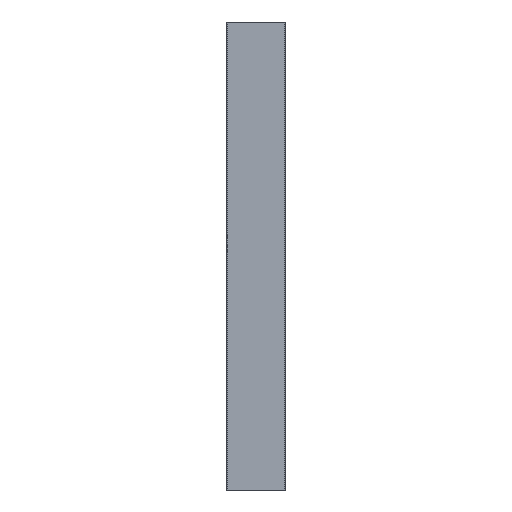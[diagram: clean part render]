
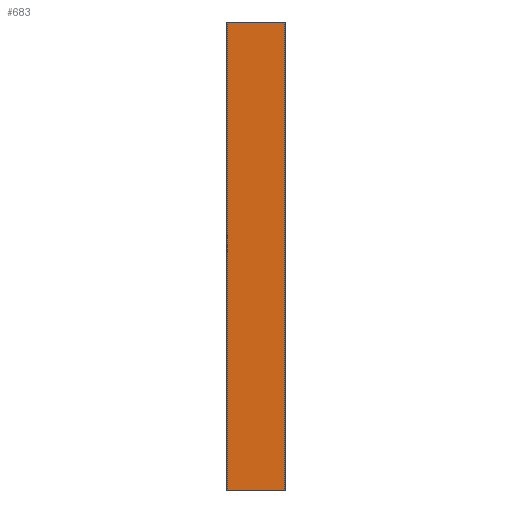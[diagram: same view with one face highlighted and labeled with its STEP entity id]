
A CAD part, front view. The second image highlights one B-rep face of the part: STEP entity #683.
In plain terms, the highlighted planar face has unit normal (0, -1, 0).
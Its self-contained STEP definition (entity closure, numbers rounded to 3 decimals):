
#69 = VERTEX_POINT ( 'NONE', #894 ) ;
#145 = PLANE ( 'NONE',  #3328 ) ;
#253 = CARTESIAN_POINT ( 'NONE',  ( -125., 0., 1000. ) ) ;
#496 = CARTESIAN_POINT ( 'NONE',  ( -125., 0., 1000. ) ) ;
#626 = VECTOR ( 'NONE', #1952, 1000. ) ;
#678 = EDGE_LOOP ( 'NONE', ( #2283, #736, #735, #1047 ) ) ;
#683 = ADVANCED_FACE ( 'NONE', ( #901 ), #145, .F. ) ;
#735 = ORIENTED_EDGE ( 'NONE', *, *, #4373, .F. ) ;
#736 = ORIENTED_EDGE ( 'NONE', *, *, #2912, .F. ) ;
#894 = CARTESIAN_POINT ( 'NONE',  ( -123.4, 0., 1000. ) ) ;
#901 = FACE_OUTER_BOUND ( 'NONE', #678, .T. ) ;
#903 = LINE ( 'NONE', #1239, #3597 ) ;
#1007 = CARTESIAN_POINT ( 'NONE',  ( 123.4, 0., -1000. ) ) ;
#1047 = ORIENTED_EDGE ( 'NONE', *, *, #3431, .T. ) ;
#1239 = CARTESIAN_POINT ( 'NONE',  ( 123.4, 0., 1000. ) ) ;
#1246 = CARTESIAN_POINT ( 'NONE',  ( -123.4, 0., 1000. ) ) ;
#1681 = LINE ( 'NONE', #1246, #4407 ) ;
#1873 = DIRECTION ( 'NONE',  ( -1., 0., 0. ) ) ;
#1952 = DIRECTION ( 'NONE',  ( 1., 0., 0. ) ) ;
#2075 = VECTOR ( 'NONE', #2931, 1000. ) ;
#2283 = ORIENTED_EDGE ( 'NONE', *, *, #3644, .T. ) ;
#2531 = LINE ( 'NONE', #3918, #2075 ) ;
#2849 = VERTEX_POINT ( 'NONE', #2953 ) ;
#2912 = EDGE_CURVE ( 'NONE', #3529, #4427, #903, .T. ) ;
#2931 = DIRECTION ( 'NONE',  ( 1., 0., 0. ) ) ;
#2953 = CARTESIAN_POINT ( 'NONE',  ( -123.4, 0., -1000. ) ) ;
#3019 = DIRECTION ( 'NONE',  ( 0., 0., -1. ) ) ;
#3075 = LINE ( 'NONE', #253, #626 ) ;
#3248 = DIRECTION ( 'NONE',  ( 0., 1., 0. ) ) ;
#3328 = AXIS2_PLACEMENT_3D ( 'NONE', #496, #3248, #1873 ) ;
#3431 = EDGE_CURVE ( 'NONE', #69, #2849, #1681, .T. ) ;
#3529 = VERTEX_POINT ( 'NONE', #3777 ) ;
#3597 = VECTOR ( 'NONE', #3019, 1000. ) ;
#3644 = EDGE_CURVE ( 'NONE', #2849, #4427, #2531, .T. ) ;
#3663 = DIRECTION ( 'NONE',  ( 0., 0., -1. ) ) ;
#3777 = CARTESIAN_POINT ( 'NONE',  ( 123.4, 0., 1000. ) ) ;
#3918 = CARTESIAN_POINT ( 'NONE',  ( -125., 0., -1000. ) ) ;
#4373 = EDGE_CURVE ( 'NONE', #69, #3529, #3075, .T. ) ;
#4407 = VECTOR ( 'NONE', #3663, 1000. ) ;
#4427 = VERTEX_POINT ( 'NONE', #1007 ) ;
